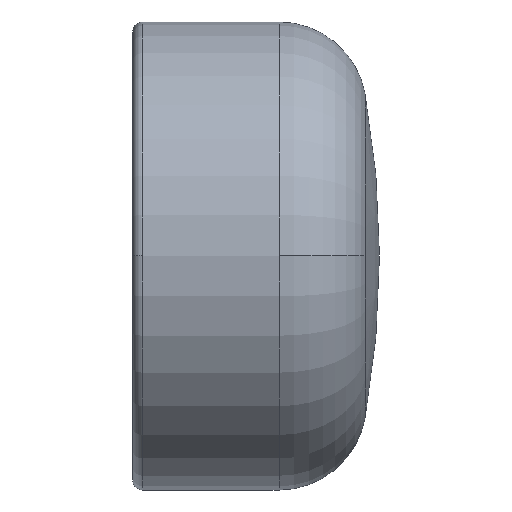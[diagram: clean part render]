
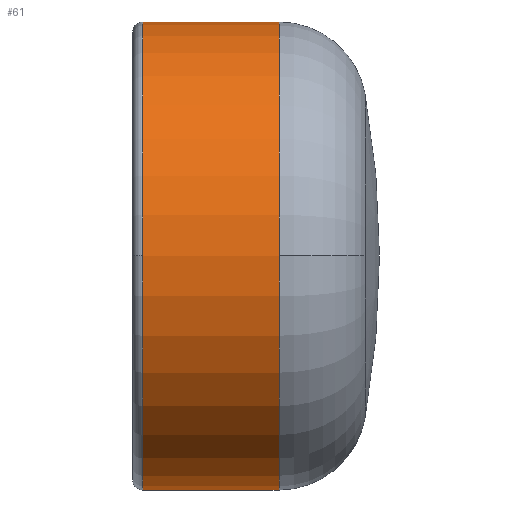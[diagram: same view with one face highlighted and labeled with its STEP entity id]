
A CAD part, top view. The second image highlights one B-rep face of the part: STEP entity #61.
In plain terms, the highlighted cylindrical face has radius 45.5 mm (diameter 91 mm), a partial arc.
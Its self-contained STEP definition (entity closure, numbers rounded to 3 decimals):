
#61=ADVANCED_FACE('',(#127),#128,.T.);
#127=FACE_OUTER_BOUND('',#196,.T.);
#128=CYLINDRICAL_SURFACE('',#197,45.5);
#196=EDGE_LOOP('',(#308,#309,#310,#311,#312,#313));
#197=AXIS2_PLACEMENT_3D('',#314,#315,#316);
#308=ORIENTED_EDGE('',*,*,#460,.F.);
#309=ORIENTED_EDGE('',*,*,#461,.T.);
#310=ORIENTED_EDGE('',*,*,#458,.T.);
#311=ORIENTED_EDGE('',*,*,#462,.F.);
#312=ORIENTED_EDGE('',*,*,#463,.F.);
#313=ORIENTED_EDGE('',*,*,#464,.F.);
#314=CARTESIAN_POINT('',(-9.243,0.0,0.0));
#315=DIRECTION('',(-1.0,0.,0.0));
#316=DIRECTION('',(0.,1.0,0.0));
#458=EDGE_CURVE('',#548,#554,#556,.T.);
#460=EDGE_CURVE('',#558,#559,#560,.T.);
#461=EDGE_CURVE('',#558,#548,#561,.T.);
#462=EDGE_CURVE('',#562,#554,#563,.T.);
#463=EDGE_CURVE('',#564,#562,#565,.T.);
#464=EDGE_CURVE('',#559,#564,#566,.T.);
#548=VERTEX_POINT('',#658);
#554=VERTEX_POINT('',#664);
#556=CIRCLE('',#666,45.5);
#558=VERTEX_POINT('',#668);
#559=VERTEX_POINT('',#669);
#560=LINE('',#670,#671);
#561=CIRCLE('',#672,45.5);
#562=VERTEX_POINT('',#673);
#563=LINE('',#674,#675);
#564=VERTEX_POINT('',#676);
#565=CIRCLE('',#677,45.5);
#566=CIRCLE('',#678,45.5);
#658=CARTESIAN_POINT('',(-22.479,0.,45.5));
#664=CARTESIAN_POINT('',(-22.479,-45.5,0.));
#666=AXIS2_PLACEMENT_3D('',#801,#802,#803);
#668=CARTESIAN_POINT('',(-22.479,45.5,0.));
#669=CARTESIAN_POINT('',(3.994,45.5,0.));
#670=CARTESIAN_POINT('',(-9.243,45.5,0.));
#671=VECTOR('',#804,1.0);
#672=AXIS2_PLACEMENT_3D('',#805,#806,#807);
#673=CARTESIAN_POINT('',(3.994,-45.5,0.));
#674=CARTESIAN_POINT('',(-9.243,-45.5,0.));
#675=VECTOR('',#808,1.0);
#676=CARTESIAN_POINT('',(3.994,0.,45.5));
#677=AXIS2_PLACEMENT_3D('',#809,#810,#811);
#678=AXIS2_PLACEMENT_3D('',#812,#813,#814);
#801=CARTESIAN_POINT('',(-22.479,0.,0.0));
#802=DIRECTION('',(1.0,0.0,0.0));
#803=DIRECTION('',(0.0,1.0,0.0));
#804=DIRECTION('',(1.0,0.,0.0));
#805=CARTESIAN_POINT('',(-22.479,0.,0.0));
#806=DIRECTION('',(1.0,0.0,0.0));
#807=DIRECTION('',(0.0,1.0,0.0));
#808=DIRECTION('',(-1.0,0.,0.0));
#809=CARTESIAN_POINT('',(3.994,0.0,0.0));
#810=DIRECTION('',(1.0,0.0,0.0));
#811=DIRECTION('',(0.0,1.0,0.0));
#812=CARTESIAN_POINT('',(3.994,0.0,0.0));
#813=DIRECTION('',(1.0,0.0,0.0));
#814=DIRECTION('',(0.0,1.0,0.0));
